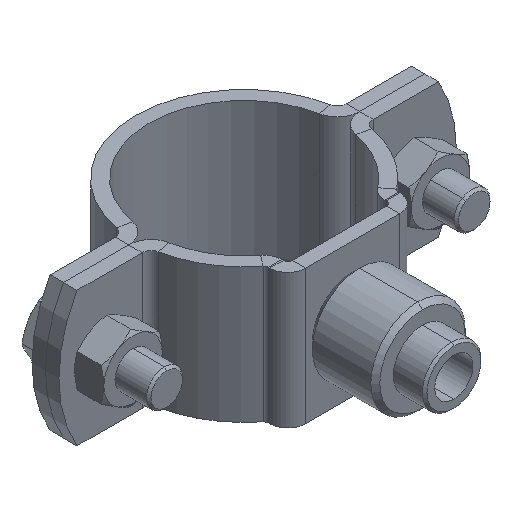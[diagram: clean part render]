
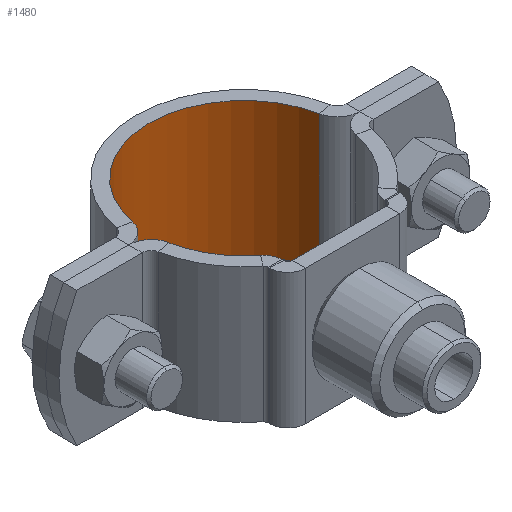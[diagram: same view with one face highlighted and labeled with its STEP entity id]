
A CAD part, isometric view. The second image highlights one B-rep face of the part: STEP entity #1480.
In plain terms, the highlighted cylindrical face has radius 21.2 mm (diameter 42.4 mm), a partial arc.
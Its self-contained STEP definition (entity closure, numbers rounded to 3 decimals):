
#221 = DIRECTION ( 'NONE',  ( 1., 0., 0. ) ) ;
#306 = ORIENTED_EDGE ( 'NONE', *, *, #2465, .F. ) ;
#405 = DIRECTION ( 'NONE',  ( -1., 0., 0. ) ) ;
#466 = AXIS2_PLACEMENT_3D ( 'NONE', #2462, #3583, #221 ) ;
#584 = CYLINDRICAL_SURFACE ( 'NONE', #466, 21.2 ) ;
#633 = EDGE_LOOP ( 'NONE', ( #306, #4372, #4494, #1899 ) ) ;
#786 = EDGE_CURVE ( 'NONE', #4251, #1420, #3731, .T. ) ;
#984 = CARTESIAN_POINT ( 'NONE',  ( 0., 0., -15. ) ) ;
#1282 = CARTESIAN_POINT ( 'NONE',  ( -20.81, 4.046, -15. ) ) ;
#1352 = DIRECTION ( 'NONE',  ( 0., 0., 1. ) ) ;
#1420 = VERTEX_POINT ( 'NONE', #2262 ) ;
#1480 = ADVANCED_FACE ( 'NONE', ( #3515 ), #584, .F. ) ;
#1597 = CARTESIAN_POINT ( 'NONE',  ( 20.81, 4.046, 15. ) ) ;
#1670 = CARTESIAN_POINT ( 'NONE',  ( -20.81, 4.046, 15. ) ) ;
#1765 = VECTOR ( 'NONE', #2995, 1000. ) ;
#1858 = CARTESIAN_POINT ( 'NONE',  ( 20.81, 4.046, 15. ) ) ;
#1863 = EDGE_CURVE ( 'NONE', #2226, #2320, #3208, .T. ) ;
#1899 = ORIENTED_EDGE ( 'NONE', *, *, #1863, .T. ) ;
#1976 = AXIS2_PLACEMENT_3D ( 'NONE', #2309, #3817, #405 ) ;
#2024 = VECTOR ( 'NONE', #2346, 1000. ) ;
#2226 = VERTEX_POINT ( 'NONE', #1670 ) ;
#2262 = CARTESIAN_POINT ( 'NONE',  ( 20.81, 4.046, -15. ) ) ;
#2309 = CARTESIAN_POINT ( 'NONE',  ( 0., 0., 15. ) ) ;
#2320 = VERTEX_POINT ( 'NONE', #1282 ) ;
#2346 = DIRECTION ( 'NONE',  ( 0., 0., -1. ) ) ;
#2462 = CARTESIAN_POINT ( 'NONE',  ( 0., 0., 15. ) ) ;
#2465 = EDGE_CURVE ( 'NONE', #1420, #2320, #4589, .T. ) ;
#2619 = AXIS2_PLACEMENT_3D ( 'NONE', #984, #1352, #4014 ) ;
#2995 = DIRECTION ( 'NONE',  ( 0., 0., -1. ) ) ;
#3112 = CARTESIAN_POINT ( 'NONE',  ( -20.81, 4.046, 15. ) ) ;
#3208 = LINE ( 'NONE', #3112, #2024 ) ;
#3515 = FACE_OUTER_BOUND ( 'NONE', #633, .T. ) ;
#3583 = DIRECTION ( 'NONE',  ( 0., 0., -1. ) ) ;
#3731 = LINE ( 'NONE', #1858, #1765 ) ;
#3817 = DIRECTION ( 'NONE',  ( 0., 0., 1. ) ) ;
#4014 = DIRECTION ( 'NONE',  ( -1., 0., 0. ) ) ;
#4251 = VERTEX_POINT ( 'NONE', #1597 ) ;
#4372 = ORIENTED_EDGE ( 'NONE', *, *, #786, .F. ) ;
#4424 = CIRCLE ( 'NONE', #1976, 21.2 ) ;
#4494 = ORIENTED_EDGE ( 'NONE', *, *, #4727, .T. ) ;
#4589 = CIRCLE ( 'NONE', #2619, 21.2 ) ;
#4727 = EDGE_CURVE ( 'NONE', #4251, #2226, #4424, .T. ) ;
